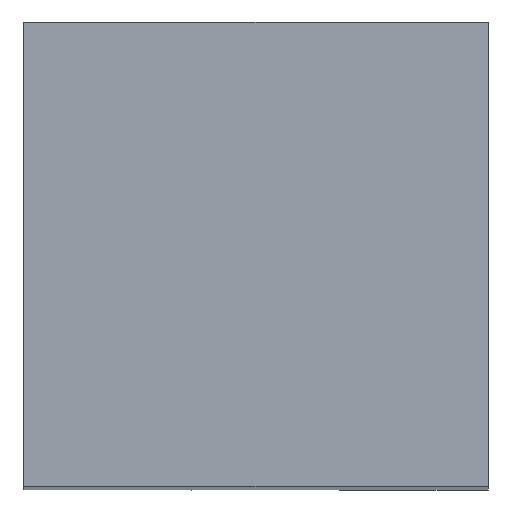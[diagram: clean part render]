
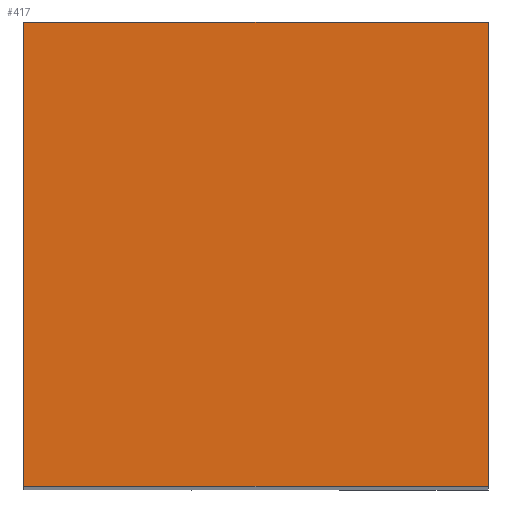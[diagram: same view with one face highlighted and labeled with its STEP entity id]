
A CAD part, top view. The second image highlights one B-rep face of the part: STEP entity #417.
In plain terms, the highlighted face is planar.
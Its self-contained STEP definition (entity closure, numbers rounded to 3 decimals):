
#349=CARTESIAN_POINT('',(0.,25.,31.5));
#350=VERTEX_POINT('',#349);
#354=CARTESIAN_POINT('',(0.,0.,31.5));
#355=DIRECTION('',(0.,1.,0.));
#356=VECTOR('',#355,25.);
#357=LINE('',#354,#356);
#358=CARTESIAN_POINT('',(0.,0.,31.5));
#359=VERTEX_POINT('',#358);
#360=EDGE_CURVE('',#359,#350,#357,.T.);
#383=CARTESIAN_POINT('',(0.,12.1,18.6));
#384=DIRECTION('',(-1.,0.,0.));
#385=DIRECTION('',(0.,0.,1.));
#386=AXIS2_PLACEMENT_3D('',#383,#384,#385);
#387=PLANE('',#386);
#388=ORIENTED_EDGE('Edge 311',*,*,#360,.F.);
#390=CARTESIAN_POINT('',(0.,25.,6.5));
#391=DIRECTION('',(0.,0.,1.));
#392=VECTOR('',#391,25.);
#393=LINE('',#390,#392);
#394=CARTESIAN_POINT('',(0.,25.,6.5));
#395=VERTEX_POINT('',#394);
#396=EDGE_CURVE('',#395,#350,#393,.T.);
#397=ORIENTED_EDGE('Edge 316',*,*,#396,.T.);
#399=CARTESIAN_POINT('',(0.,0.,6.5));
#400=DIRECTION('',(0.,1.,0.));
#401=VECTOR('',#400,25.);
#402=LINE('',#399,#401);
#403=CARTESIAN_POINT('',(0.,0.,6.5));
#404=VERTEX_POINT('',#403);
#405=EDGE_CURVE('',#404,#395,#402,.T.);
#406=ORIENTED_EDGE('Edge 321',*,*,#405,.T.);
#408=CARTESIAN_POINT('',(0.,0.,6.5));
#409=DIRECTION('',(0.,0.,1.));
#410=VECTOR('',#409,25.);
#411=LINE('',#408,#410);
#412=EDGE_CURVE('',#404,#359,#411,.T.);
#413=ORIENTED_EDGE('Edge 326',*,*,#412,.F.);
#415=EDGE_LOOP('',(#413,#406,#397,#388));
#416=FACE_OUTER_BOUND('Loop 327',#415,.T.);
#417=ADVANCED_FACE('Face 328',(#416),#387,.F.);
